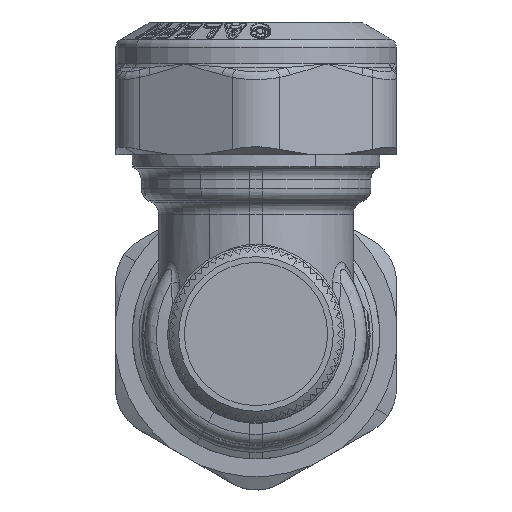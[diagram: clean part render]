
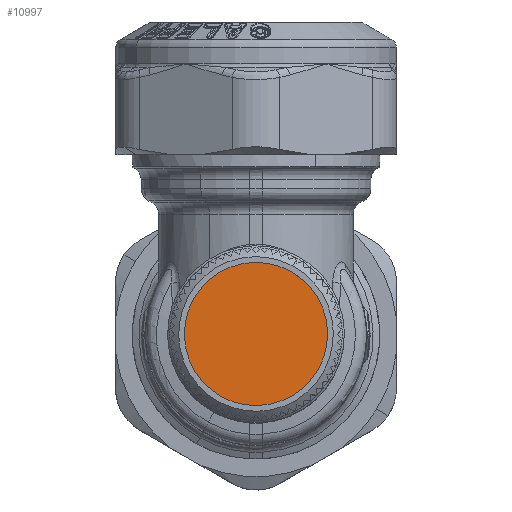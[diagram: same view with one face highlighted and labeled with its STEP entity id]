
A CAD part, top view. The second image highlights one B-rep face of the part: STEP entity #10997.
In plain terms, the highlighted planar face has unit normal (0, 0, 1).
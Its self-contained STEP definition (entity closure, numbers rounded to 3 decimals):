
#10974=CARTESIAN_POINT('Axis2P3D Location',(0.,-8.1,87.1)) ;
#10979=CARTESIAN_POINT('Axis2P3D Location',(0.,0.,87.1)) ;
#10983=CARTESIAN_POINT('Vertex',(3.883,7.108,87.1)) ;
#10985=CARTESIAN_POINT('Vertex',(-3.883,-7.108,87.1)) ;
#10988=CARTESIAN_POINT('Axis2P3D Location',(0.,0.,87.1)) ;
#10975=DIRECTION('Axis2P3D Direction',(0.,0.,-1.)) ;
#10976=DIRECTION('Axis2P3D XDirection',(1.,0.,0.)) ;
#10980=DIRECTION('Axis2P3D Direction',(0.,0.,-1.)) ;
#10989=DIRECTION('Axis2P3D Direction',(0.,0.,-1.)) ;
#10977=AXIS2_PLACEMENT_3D('Plane Axis2P3D',#10974,#10975,#10976) ;
#10981=AXIS2_PLACEMENT_3D('Circle Axis2P3D',#10979,#10980,$) ;
#10990=AXIS2_PLACEMENT_3D('Circle Axis2P3D',#10988,#10989,$) ;
#10982=CIRCLE('generated circle',#10981,8.1) ;
#10991=CIRCLE('generated circle',#10990,8.1) ;
#10978=PLANE('',#10977) ;
#10987=EDGE_CURVE('',#10984,#10986,#10982,.T.) ;
#10992=EDGE_CURVE('',#10986,#10984,#10991,.T.) ;
#10994=ORIENTED_EDGE('',*,*,#10987,.F.) ;
#10995=ORIENTED_EDGE('',*,*,#10992,.F.) ;
#10993=EDGE_LOOP('',(#10994,#10995)) ;
#10984=VERTEX_POINT('',#10983) ;
#10986=VERTEX_POINT('',#10985) ;
#10997=ADVANCED_FACE('PartBody',(#10996),#10978,.F.) ;
#10996=FACE_OUTER_BOUND('',#10993,.T.) ;
